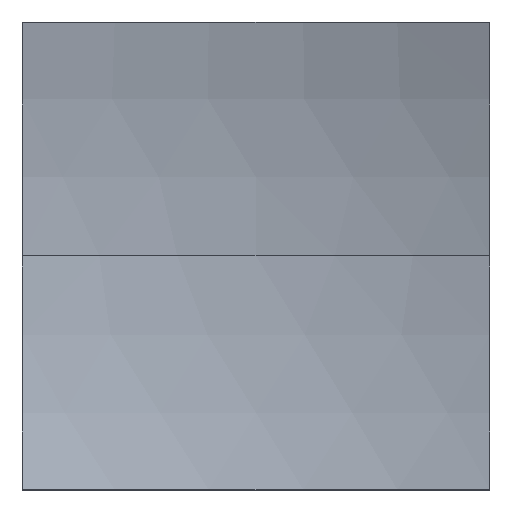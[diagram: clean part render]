
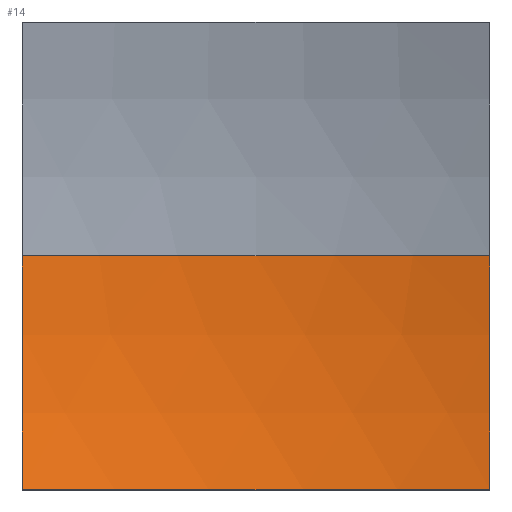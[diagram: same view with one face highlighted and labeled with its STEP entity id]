
A CAD part, top view. The second image highlights one B-rep face of the part: STEP entity #14.
In plain terms, the highlighted spherical face has radius 50 mm.
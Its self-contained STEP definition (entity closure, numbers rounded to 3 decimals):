
#3 = VERTEX_POINT ( 'NONE', #133 ) ;
#8 = ORIENTED_EDGE ( 'NONE', *, *, #23, .T. ) ;
#10 = DIRECTION ( 'NONE',  ( 1., 0., 0. ) ) ;
#12 = CIRCLE ( 'NONE', #17, 50. ) ;
#14 = ADVANCED_FACE ( 'NONE', ( #32 ), #189, .F. ) ;
#17 = AXIS2_PLACEMENT_3D ( 'NONE', #217, #187, #167 ) ;
#23 = EDGE_CURVE ( 'NONE', #168, #159, #73, .T. ) ;
#32 = FACE_OUTER_BOUND ( 'NONE', #114, .T. ) ;
#35 = DIRECTION ( 'NONE',  ( 0., 1., 0. ) ) ;
#41 = CIRCLE ( 'NONE', #77, 48.412 ) ;
#45 = DIRECTION ( 'NONE',  ( 0., 1., 0. ) ) ;
#46 = CARTESIAN_POINT ( 'NONE',  ( 12.5, 0., 7.588 ) ) ;
#49 = AXIS2_PLACEMENT_3D ( 'NONE', #222, #248, #135 ) ;
#62 = AXIS2_PLACEMENT_3D ( 'NONE', #216, #35, #10 ) ;
#63 = CARTESIAN_POINT ( 'NONE',  ( -12.5, -12.5, 9.229 ) ) ;
#64 = EDGE_CURVE ( 'NONE', #3, #190, #147, .T. ) ;
#73 = CIRCLE ( 'NONE', #220, 50. ) ;
#77 = AXIS2_PLACEMENT_3D ( 'NONE', #87, #236, #45 ) ;
#79 = DIRECTION ( 'NONE',  ( 0., 0., 1. ) ) ;
#87 = CARTESIAN_POINT ( 'NONE',  ( -12.5, 0., 56. ) ) ;
#99 = CARTESIAN_POINT ( 'NONE',  ( 0., -12.5, 56. ) ) ;
#109 = VERTEX_POINT ( 'NONE', #63 ) ;
#111 = EDGE_CURVE ( 'NONE', #3, #109, #203, .T. ) ;
#112 = ORIENTED_EDGE ( 'NONE', *, *, #64, .T. ) ;
#114 = EDGE_LOOP ( 'NONE', ( #209, #8, #132, #215, #112 ) ) ;
#132 = ORIENTED_EDGE ( 'NONE', *, *, #171, .F. ) ;
#133 = CARTESIAN_POINT ( 'NONE',  ( 12.5, -12.5, 9.229 ) ) ;
#135 = DIRECTION ( 'NONE',  ( 0., 1., 0. ) ) ;
#147 = CIRCLE ( 'NONE', #49, 48.412 ) ;
#152 = DIRECTION ( 'NONE',  ( -1., 0., 0. ) ) ;
#159 = VERTEX_POINT ( 'NONE', #179 ) ;
#167 = DIRECTION ( 'NONE',  ( 0., 0., -1. ) ) ;
#168 = VERTEX_POINT ( 'NONE', #214 ) ;
#171 = EDGE_CURVE ( 'NONE', #109, #159, #41, .T. ) ;
#172 = CARTESIAN_POINT ( 'NONE',  ( 0., 0., 56. ) ) ;
#179 = CARTESIAN_POINT ( 'NONE',  ( -12.5, 0., 7.588 ) ) ;
#187 = DIRECTION ( 'NONE',  ( 0., -1., 0. ) ) ;
#189 = SPHERICAL_SURFACE ( 'NONE', #62, 50. ) ;
#190 = VERTEX_POINT ( 'NONE', #46 ) ;
#194 = DIRECTION ( 'NONE',  ( 0., 1., 0. ) ) ;
#203 = CIRCLE ( 'NONE', #232, 48.412 ) ;
#209 = ORIENTED_EDGE ( 'NONE', *, *, #235, .F. ) ;
#214 = CARTESIAN_POINT ( 'NONE',  ( 0., 0., 6. ) ) ;
#215 = ORIENTED_EDGE ( 'NONE', *, *, #111, .F. ) ;
#216 = CARTESIAN_POINT ( 'NONE',  ( 0., 0., 56. ) ) ;
#217 = CARTESIAN_POINT ( 'NONE',  ( 0., 0., 56. ) ) ;
#220 = AXIS2_PLACEMENT_3D ( 'NONE', #172, #241, #152 ) ;
#222 = CARTESIAN_POINT ( 'NONE',  ( 12.5, 0., 56. ) ) ;
#232 = AXIS2_PLACEMENT_3D ( 'NONE', #99, #194, #79 ) ;
#235 = EDGE_CURVE ( 'NONE', #168, #190, #12, .T. ) ;
#236 = DIRECTION ( 'NONE',  ( 1., 0., 0. ) ) ;
#241 = DIRECTION ( 'NONE',  ( 0., 1., 0. ) ) ;
#248 = DIRECTION ( 'NONE',  ( 1., 0., 0. ) ) ;
